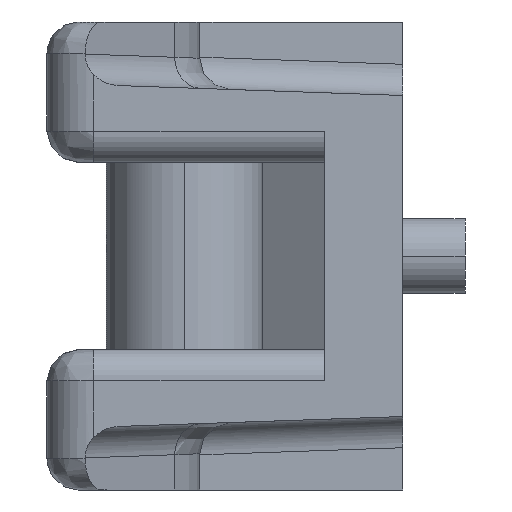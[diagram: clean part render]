
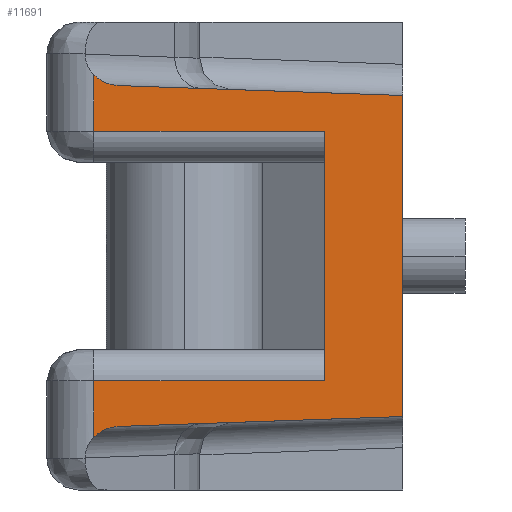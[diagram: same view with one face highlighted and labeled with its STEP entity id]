
A CAD part, left-side view. The second image highlights one B-rep face of the part: STEP entity #11691.
In plain terms, the highlighted planar face has unit normal (-1, 0, 0).
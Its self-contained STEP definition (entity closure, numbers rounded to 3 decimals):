
#2597=DIRECTION('',(0.,0.,1.));
#2598=VECTOR('',#2597,8.);
#2599=CARTESIAN_POINT('',(-23.,2.5,-4.));
#2600=LINE('',#2599,#2598);
#2606=DIRECTION('',(0.,1.,0.));
#2607=VECTOR('',#2606,7.402);
#2608=CARTESIAN_POINT('',(-23.,2.5,4.));
#2609=LINE('',#2608,#2607);
#2610=DIRECTION('',(0.,0.,-1.));
#2611=VECTOR('',#2610,1.807);
#2612=CARTESIAN_POINT('',(-23.,9.902,5.807));
#2613=LINE('',#2612,#2611);
#2614=DIRECTION('',(0.,0.999,0.035));
#2615=VECTOR('',#2614,9.076);
#2616=CARTESIAN_POINT('',(-23.,0.,5.145));
#2617=LINE('',#2616,#2615);
#2618=DIRECTION('',(0.,0.,1.));
#2619=VECTOR('',#2618,10.289);
#2620=CARTESIAN_POINT('',(-23.,0.,-5.145));
#2621=LINE('',#2620,#2619);
#2622=DIRECTION('',(0.,0.999,-0.035));
#2623=VECTOR('',#2622,9.076);
#2624=CARTESIAN_POINT('',(-23.,0.,-5.145));
#2625=LINE('',#2624,#2623);
#2626=DIRECTION('',(0.,0.,1.));
#2627=VECTOR('',#2626,1.807);
#2628=CARTESIAN_POINT('',(-23.,9.902,-5.807));
#2629=LINE('',#2628,#2627);
#2630=DIRECTION('',(0.,1.,0.));
#2631=VECTOR('',#2630,7.402);
#2632=CARTESIAN_POINT('',(-23.,2.5,-4.));
#2633=LINE('',#2632,#2631);
#2716=CARTESIAN_POINT('',(-23.,9.902,5.807));
#2717=CARTESIAN_POINT('',(-23.,9.845,5.75));
#2718=CARTESIAN_POINT('',(-23.,9.723,5.654));
#2719=CARTESIAN_POINT('',(-23.,9.522,5.551));
#2720=CARTESIAN_POINT('',(-23.,9.306,5.484));
#2721=CARTESIAN_POINT('',(-23.,9.151,5.464));
#2722=CARTESIAN_POINT('',(-23.,9.071,5.461));
#2729=CARTESIAN_POINT('',(-23.,9.902,5.807));
#2970=CARTESIAN_POINT('',(-23.,9.902,-5.807));
#2972=CARTESIAN_POINT('',(-23.,9.902,-5.807));
#2973=CARTESIAN_POINT('',(-23.,9.845,-5.75));
#2974=CARTESIAN_POINT('',(-23.,9.723,-5.654));
#2975=CARTESIAN_POINT('',(-23.,9.522,-5.551));
#2976=CARTESIAN_POINT('',(-23.,9.306,-5.484));
#2977=CARTESIAN_POINT('',(-23.,9.151,-5.464));
#2978=CARTESIAN_POINT('',(-23.,9.071,-5.461));
#8840=CARTESIAN_POINT('',(-23.,9.902,4.));
#8841=VERTEX_POINT('',#8840);
#8844=CARTESIAN_POINT('',(-23.,2.5,4.));
#8845=VERTEX_POINT('',#8844);
#8922=CARTESIAN_POINT('',(-23.,9.902,-4.));
#8923=VERTEX_POINT('',#8922);
#8926=CARTESIAN_POINT('',(-23.,2.5,-4.));
#8927=VERTEX_POINT('',#8926);
#8940=CARTESIAN_POINT('',(-23.,0.,-5.145));
#8941=CARTESIAN_POINT('',(-23.,0.,5.145));
#8942=VERTEX_POINT('',#8940);
#8943=VERTEX_POINT('',#8941);
#9049=CARTESIAN_POINT('',(-23.,9.071,5.461));
#9051=VERTEX_POINT('',#9049);
#9062=VERTEX_POINT('',#2729);
#9073=CARTESIAN_POINT('',(-23.,9.071,-5.461));
#9075=VERTEX_POINT('',#9073);
#9086=VERTEX_POINT('',#2970);
#11667=CARTESIAN_POINT('',(-23.,0.,0.));
#11668=DIRECTION('',(1.,0.,0.));
#11669=DIRECTION('',(0.,1.,0.));
#11670=AXIS2_PLACEMENT_3D('',#11667,#11668,#11669);
#11671=PLANE('',#11670);
#11672=ORIENTED_EDGE('',*,*,#11645,.T.);
#11673=ORIENTED_EDGE('',*,*,#11658,.T.);
#11675=ORIENTED_EDGE('',*,*,#11674,.F.);
#11677=ORIENTED_EDGE('',*,*,#11676,.T.);
#11679=ORIENTED_EDGE('',*,*,#11678,.F.);
#11680=ORIENTED_EDGE('',*,*,#10812,.F.);
#11682=ORIENTED_EDGE('',*,*,#11681,.T.);
#11684=ORIENTED_EDGE('',*,*,#11683,.F.);
#11686=ORIENTED_EDGE('',*,*,#11685,.T.);
#11688=ORIENTED_EDGE('',*,*,#11687,.F.);
#11689=EDGE_LOOP('',(#11672,#11673,#11675,#11677,#11679,#11680,#11682,#11684,
#11686,#11688));
#11690=FACE_OUTER_BOUND('',#11689,.F.);
#11691=ADVANCED_FACE('',(#11690),#11671,.F.);
#2723=B_SPLINE_CURVE_WITH_KNOTS('',3,(#2716,#2717,#2718,#2719,#2720,#2721,
#2722),.UNSPECIFIED.,.F.,.F.,(4,1,1,1,4),(0.,0.25,0.5,0.75,1.),
.UNSPECIFIED.);
#2979=B_SPLINE_CURVE_WITH_KNOTS('',3,(#2972,#2973,#2974,#2975,#2976,#2977,
#2978),.UNSPECIFIED.,.F.,.F.,(4,1,1,1,4),(0.,0.25,0.5,0.75,1.),
.UNSPECIFIED.);
#10812=EDGE_CURVE('',#8942,#8943,#2621,.T.);
#11645=EDGE_CURVE('',#8927,#8845,#2600,.T.);
#11658=EDGE_CURVE('',#8845,#8841,#2609,.T.);
#11674=EDGE_CURVE('',#9062,#8841,#2613,.T.);
#11676=EDGE_CURVE('',#9062,#9051,#2723,.T.);
#11678=EDGE_CURVE('',#8943,#9051,#2617,.T.);
#11681=EDGE_CURVE('',#8942,#9075,#2625,.T.);
#11683=EDGE_CURVE('',#9086,#9075,#2979,.T.);
#11685=EDGE_CURVE('',#9086,#8923,#2629,.T.);
#11687=EDGE_CURVE('',#8927,#8923,#2633,.T.);
